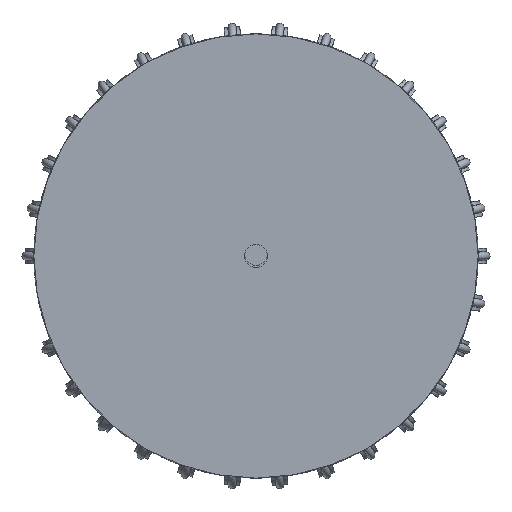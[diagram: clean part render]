
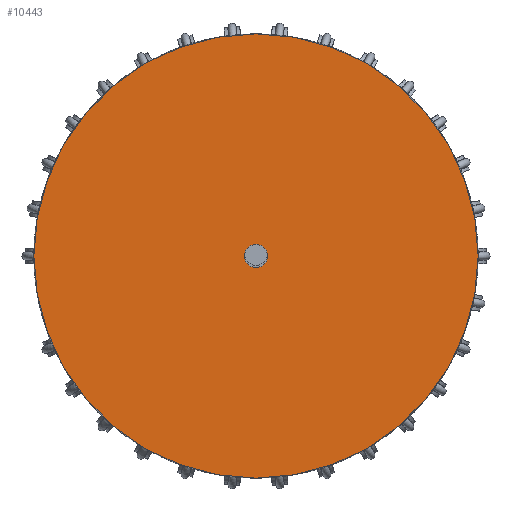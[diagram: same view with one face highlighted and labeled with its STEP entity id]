
A CAD part, front view. The second image highlights one B-rep face of the part: STEP entity #10443.
In plain terms, the highlighted planar face has unit normal (0, -1, 0).
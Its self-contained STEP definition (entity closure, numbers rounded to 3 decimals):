
#2343=FACE_BOUND('',#3482,.T.);
#2884=FACE_OUTER_BOUND('',#3481,.T.);
#3481=EDGE_LOOP('',(#9545));
#3482=EDGE_LOOP('',(#9546));
#3960=CIRCLE('',#11560,1.5);
#3961=CIRCLE('',#11562,28.6);
#4982=VERTEX_POINT('',#20500);
#4983=VERTEX_POINT('',#20504);
#6501=EDGE_CURVE('',#4982,#4982,#3960,.T.);
#6502=EDGE_CURVE('',#4983,#4983,#3961,.T.);
#9545=ORIENTED_EDGE('',*,*,#6502,.T.);
#9546=ORIENTED_EDGE('',*,*,#6501,.T.);
#9902=PLANE('',#11565);
#10443=ADVANCED_FACE('',(#2884,#2343),#9902,.F.);
#11560=AXIS2_PLACEMENT_3D('',#20502,#14587,#14588);
#11562=AXIS2_PLACEMENT_3D('',#20505,#14591,#14592);
#11565=AXIS2_PLACEMENT_3D('',#20509,#14598,#14599);
#14587=DIRECTION('center_axis',(0.,1.,0.));
#14588=DIRECTION('ref_axis',(-1.,0.,0.));
#14591=DIRECTION('center_axis',(0.,-1.,0.));
#14592=DIRECTION('ref_axis',(1.,0.,0.));
#14598=DIRECTION('center_axis',(0.,1.,0.));
#14599=DIRECTION('ref_axis',(1.,0.,0.));
#20500=CARTESIAN_POINT('',(1.5,-2.,0.));
#20502=CARTESIAN_POINT('Origin',(0.,-2.,0.));
#20504=CARTESIAN_POINT('',(-28.6,-2.,0.));
#20505=CARTESIAN_POINT('Origin',(0.,-2.,0.));
#20509=CARTESIAN_POINT('Origin',(0.,-2.,0.));
